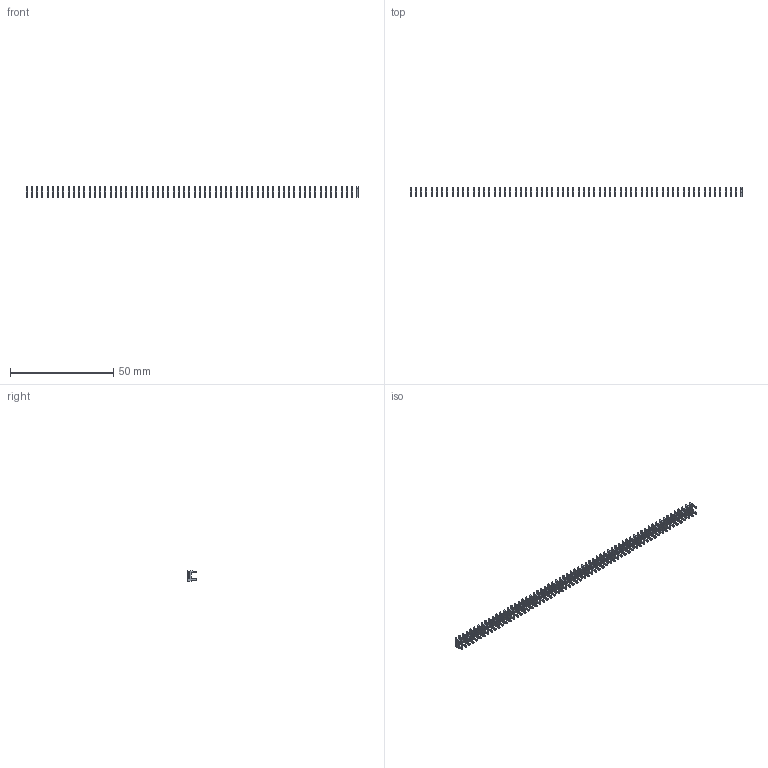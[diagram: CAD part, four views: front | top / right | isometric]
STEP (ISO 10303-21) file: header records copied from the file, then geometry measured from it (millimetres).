
FILE_DESCRIPTION (( 'STEP AP203' ), '1' );
FILE_NAME ('105-064-208-100.STEP', '2020-04-08T00:59:34', ( '' ), ( '' ), 'SwSTEP 2.0', 'SolidWorks 2016', '' );
FILE_SCHEMA (( 'CONFIG_CONTROL_DESIGN' ));
Length unit declared in the file: inch
Products named in the file (2): 105-064-208-100; 100-290-001_100-290-208
Assembly tree (64 placements, depth 2):
  105-064-208-100
    100-290-001_100-290-208  x64
Bounding box: 160.53 x 4.83 x 5.17 mm (x, y, z)
Volume: 440.4 mm3; surface area: 2719.7 mm2
Topology: 64 solids, 64 shells, 1600 faces, 4416 edges, 2944 vertices
Faces by surface type: plane 1408, cylinder 192
Entity records: 3005 total; most frequent: DIRECTION 259, CARTESIAN_POINT 207, COORDINATED_UNIVERSAL_TIME_OFFSET 138, CALENDAR_DATE 138, LOCAL_TIME 138, DATE_AND_TIME 138, ORIENTED_EDGE 138, AXIS2_PLACEMENT_3D 98
